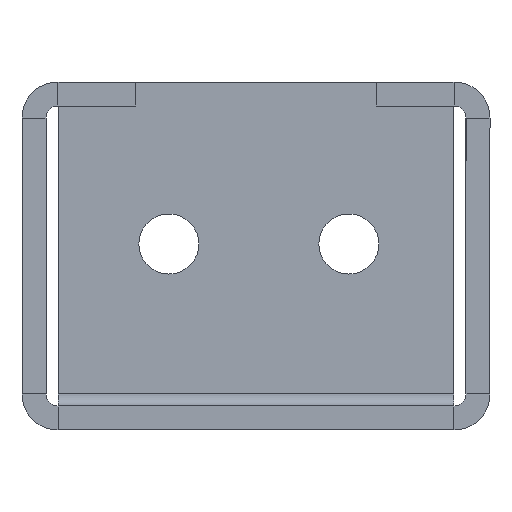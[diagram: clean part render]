
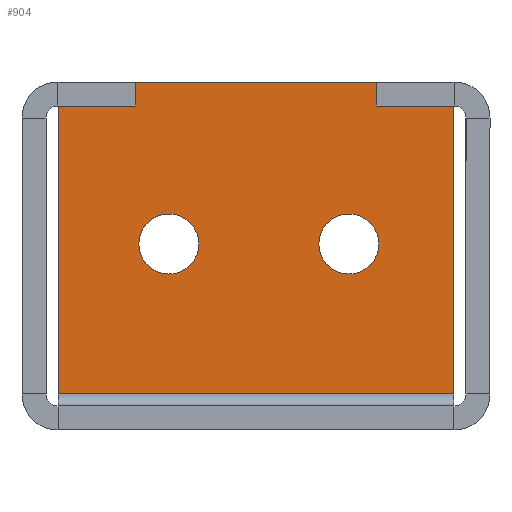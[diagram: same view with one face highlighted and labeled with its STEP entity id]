
A CAD part, front view. The second image highlights one B-rep face of the part: STEP entity #904.
In plain terms, the highlighted planar face has unit normal (0, -1, 0).
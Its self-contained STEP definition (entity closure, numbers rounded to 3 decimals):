
#15 = FACE_OUTER_BOUND ( 'NONE', #672, .T. ) ;
#16 = FACE_BOUND ( 'NONE', #624, .T. ) ;
#33 = CIRCLE ( 'NONE', #865, 2.5 ) ;
#77 = CIRCLE ( 'NONE', #898, 2.5 ) ;
#89 = LINE ( 'NONE', #1003, #185 ) ;
#105 = VECTOR ( 'NONE', #1414, 1000. ) ;
#150 = LINE ( 'NONE', #1038, #105 ) ;
#164 = CIRCLE ( 'NONE', #864, 2.5 ) ;
#184 = LINE ( 'NONE', #1313, #223 ) ;
#185 = VECTOR ( 'NONE', #1398, 1000. ) ;
#191 = VECTOR ( 'NONE', #1309, 1000. ) ;
#219 = FACE_BOUND ( 'NONE', #526, .T. ) ;
#223 = VECTOR ( 'NONE', #1392, 1000. ) ;
#239 = LINE ( 'NONE', #1510, #191 ) ;
#241 = CIRCLE ( 'NONE', #897, 2.5 ) ;
#322 = VERTEX_POINT ( 'NONE', #1192 ) ;
#324 = VERTEX_POINT ( 'NONE', #1230 ) ;
#337 = VERTEX_POINT ( 'NONE', #1185 ) ;
#355 = ORIENTED_EDGE ( 'NONE', *, *, #843, .F. ) ;
#369 = ORIENTED_EDGE ( 'NONE', *, *, #732, .F. ) ;
#460 = VERTEX_POINT ( 'NONE', #1224 ) ;
#474 = VERTEX_POINT ( 'NONE', #1122 ) ;
#479 = ORIENTED_EDGE ( 'NONE', *, *, #831, .F. ) ;
#526 = EDGE_LOOP ( 'NONE', ( #538, #540 ) ) ;
#538 = ORIENTED_EDGE ( 'NONE', *, *, #735, .F. ) ;
#540 = ORIENTED_EDGE ( 'NONE', *, *, #842, .F. ) ;
#578 = ORIENTED_EDGE ( 'NONE', *, *, #826, .F. ) ;
#584 = VERTEX_POINT ( 'NONE', #1067 ) ;
#586 = VERTEX_POINT ( 'NONE', #1181 ) ;
#596 = VERTEX_POINT ( 'NONE', #1120 ) ;
#612 = ORIENTED_EDGE ( 'NONE', *, *, #832, .F. ) ;
#624 = EDGE_LOOP ( 'NONE', ( #369, #633 ) ) ;
#633 = ORIENTED_EDGE ( 'NONE', *, *, #837, .F. ) ;
#672 = EDGE_LOOP ( 'NONE', ( #479, #578, #612, #355 ) ) ;
#732 = EDGE_CURVE ( 'NONE', #324, #596, #164, .T. ) ;
#735 = EDGE_CURVE ( 'NONE', #337, #584, #33, .T. ) ;
#826 = EDGE_CURVE ( 'NONE', #460, #322, #150, .T. ) ;
#831 = EDGE_CURVE ( 'NONE', #322, #474, #239, .T. ) ;
#832 = EDGE_CURVE ( 'NONE', #586, #460, #89, .T. ) ;
#837 = EDGE_CURVE ( 'NONE', #596, #324, #77, .T. ) ;
#842 = EDGE_CURVE ( 'NONE', #584, #337, #241, .T. ) ;
#843 = EDGE_CURVE ( 'NONE', #474, #586, #184, .T. ) ;
#864 = AXIS2_PLACEMENT_3D ( 'NONE', #1267, #1118, #1123 ) ;
#865 = AXIS2_PLACEMENT_3D ( 'NONE', #1111, #1115, #1223 ) ;
#888 = AXIS2_PLACEMENT_3D ( 'NONE', #988, #1355, #1417 ) ;
#897 = AXIS2_PLACEMENT_3D ( 'NONE', #1490, #1483, #1356 ) ;
#898 = AXIS2_PLACEMENT_3D ( 'NONE', #1478, #1344, #995 ) ;
#904 = ADVANCED_FACE ( 'NONE', ( #16, #219, #15 ), #1466, .T. ) ;
#988 = CARTESIAN_POINT ( 'NONE',  ( 0., 1., 0. ) ) ;
#995 = DIRECTION ( 'NONE',  ( 0., 0., -1. ) ) ;
#1003 = CARTESIAN_POINT ( 'NONE',  ( 34., 1., 0. ) ) ;
#1038 = CARTESIAN_POINT ( 'NONE',  ( 34., 1., 1. ) ) ;
#1067 = CARTESIAN_POINT ( 'NONE',  ( 10.238, 1., 11. ) ) ;
#1111 = CARTESIAN_POINT ( 'NONE',  ( 10.238, 1., 13.5 ) ) ;
#1115 = DIRECTION ( 'NONE',  ( 0., -1., 0. ) ) ;
#1118 = DIRECTION ( 'NONE',  ( 0., -1., 0. ) ) ;
#1120 = CARTESIAN_POINT ( 'NONE',  ( 25.238, 1., 11. ) ) ;
#1122 = CARTESIAN_POINT ( 'NONE',  ( 1., 1., 27. ) ) ;
#1123 = DIRECTION ( 'NONE',  ( 0., 0., -1. ) ) ;
#1181 = CARTESIAN_POINT ( 'NONE',  ( 34., 1., 27. ) ) ;
#1185 = CARTESIAN_POINT ( 'NONE',  ( 10.238, 1., 16. ) ) ;
#1192 = CARTESIAN_POINT ( 'NONE',  ( 1., 1., 1. ) ) ;
#1223 = DIRECTION ( 'NONE',  ( 0., 0., -1. ) ) ;
#1224 = CARTESIAN_POINT ( 'NONE',  ( 34., 1., 1. ) ) ;
#1230 = CARTESIAN_POINT ( 'NONE',  ( 25.238, 1., 16. ) ) ;
#1267 = CARTESIAN_POINT ( 'NONE',  ( 25.238, 1., 13.5 ) ) ;
#1309 = DIRECTION ( 'NONE',  ( 0., 0., 1. ) ) ;
#1313 = CARTESIAN_POINT ( 'NONE',  ( 34., 1., 27. ) ) ;
#1344 = DIRECTION ( 'NONE',  ( 0., -1., 0. ) ) ;
#1355 = DIRECTION ( 'NONE',  ( 0., -1., 0. ) ) ;
#1356 = DIRECTION ( 'NONE',  ( 0., 0., -1. ) ) ;
#1392 = DIRECTION ( 'NONE',  ( 1., 0., 0. ) ) ;
#1398 = DIRECTION ( 'NONE',  ( 0., 0., -1. ) ) ;
#1414 = DIRECTION ( 'NONE',  ( -1., 0., 0. ) ) ;
#1417 = DIRECTION ( 'NONE',  ( 0., 0., -1. ) ) ;
#1466 = PLANE ( 'NONE',  #888 ) ;
#1478 = CARTESIAN_POINT ( 'NONE',  ( 25.238, 1., 13.5 ) ) ;
#1483 = DIRECTION ( 'NONE',  ( 0., -1., 0. ) ) ;
#1490 = CARTESIAN_POINT ( 'NONE',  ( 10.238, 1., 13.5 ) ) ;
#1510 = CARTESIAN_POINT ( 'NONE',  ( 1., 1., 27. ) ) ;
